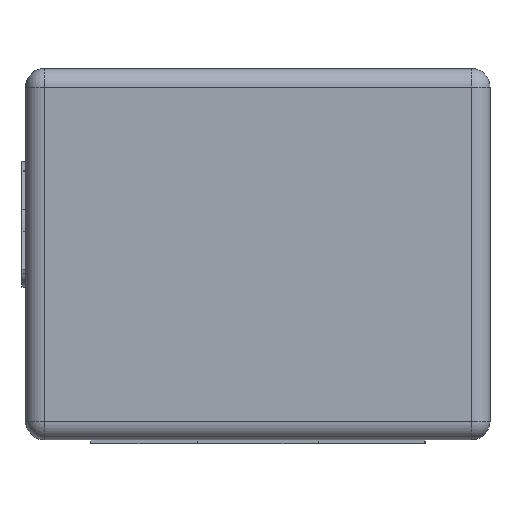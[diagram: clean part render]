
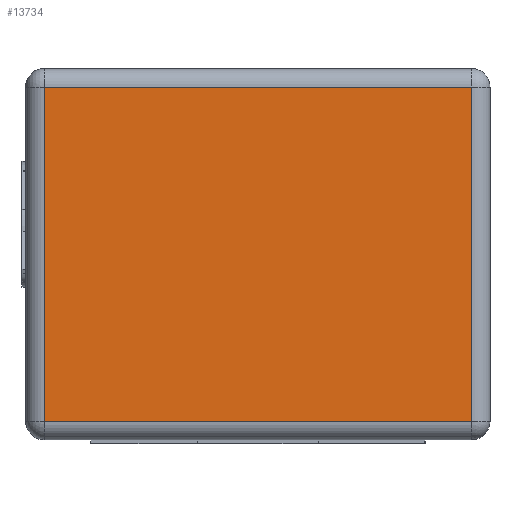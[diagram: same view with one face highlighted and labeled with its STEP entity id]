
A CAD part, left-side view. The second image highlights one B-rep face of the part: STEP entity #13734.
In plain terms, the highlighted planar face has unit normal (-1, 0, 0).
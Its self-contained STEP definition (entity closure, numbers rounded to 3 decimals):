
#27 = EDGE_CURVE ( 'NONE', #3715, #14603, #15437, .T. ) ;
#223 = LINE ( 'NONE', #632, #10792 ) ;
#632 = CARTESIAN_POINT ( 'NONE',  ( -1., 0.625, 0.05 ) ) ;
#2194 = VECTOR ( 'NONE', #7765, 1000. ) ;
#2277 = EDGE_LOOP ( 'NONE', ( #8057, #14535, #9526, #6302 ) ) ;
#2352 = CARTESIAN_POINT ( 'NONE',  ( -1., -0.575, 0.05 ) ) ;
#3123 = CARTESIAN_POINT ( 'NONE',  ( -1., 0.625, 0.95 ) ) ;
#3135 = LINE ( 'NONE', #15946, #15696 ) ;
#3715 = VERTEX_POINT ( 'NONE', #2352 ) ;
#3956 = VERTEX_POINT ( 'NONE', #9222 ) ;
#4870 = EDGE_CURVE ( 'NONE', #3956, #4981, #3135, .T. ) ;
#4981 = VERTEX_POINT ( 'NONE', #5626 ) ;
#5626 = CARTESIAN_POINT ( 'NONE',  ( -1., 0.575, 0.05 ) ) ;
#6302 = ORIENTED_EDGE ( 'NONE', *, *, #27, .T. ) ;
#6743 = DIRECTION ( 'NONE',  ( 0., 0., -1. ) ) ;
#7765 = DIRECTION ( 'NONE',  ( 0., 0., 1. ) ) ;
#8057 = ORIENTED_EDGE ( 'NONE', *, *, #11989, .T. ) ;
#8401 = CARTESIAN_POINT ( 'NONE',  ( -1., -0.575, 0.95 ) ) ;
#9222 = CARTESIAN_POINT ( 'NONE',  ( -1., 0.575, 0.95 ) ) ;
#9526 = ORIENTED_EDGE ( 'NONE', *, *, #16204, .T. ) ;
#10096 = PLANE ( 'NONE',  #12062 ) ;
#10792 = VECTOR ( 'NONE', #14282, 1000. ) ;
#11055 = DIRECTION ( 'NONE',  ( 0., 1., 0. ) ) ;
#11989 = EDGE_CURVE ( 'NONE', #14603, #3956, #12103, .T. ) ;
#12062 = AXIS2_PLACEMENT_3D ( 'NONE', #15223, #16242, #11055 ) ;
#12103 = LINE ( 'NONE', #3123, #14466 ) ;
#12860 = CARTESIAN_POINT ( 'NONE',  ( -1., -0.575, 1. ) ) ;
#13734 = ADVANCED_FACE ( 'NONE', ( #13739 ), #10096, .F. ) ;
#13739 = FACE_OUTER_BOUND ( 'NONE', #2277, .T. ) ;
#14282 = DIRECTION ( 'NONE',  ( 0., -1., 0. ) ) ;
#14466 = VECTOR ( 'NONE', #16022, 1000. ) ;
#14535 = ORIENTED_EDGE ( 'NONE', *, *, #4870, .T. ) ;
#14603 = VERTEX_POINT ( 'NONE', #8401 ) ;
#15223 = CARTESIAN_POINT ( 'NONE',  ( -1., 0.625, 1. ) ) ;
#15437 = LINE ( 'NONE', #12860, #2194 ) ;
#15696 = VECTOR ( 'NONE', #6743, 1000. ) ;
#15946 = CARTESIAN_POINT ( 'NONE',  ( -1., 0.575, 1. ) ) ;
#16022 = DIRECTION ( 'NONE',  ( 0., 1., 0. ) ) ;
#16204 = EDGE_CURVE ( 'NONE', #4981, #3715, #223, .T. ) ;
#16242 = DIRECTION ( 'NONE',  ( 1., 0., 0. ) ) ;
